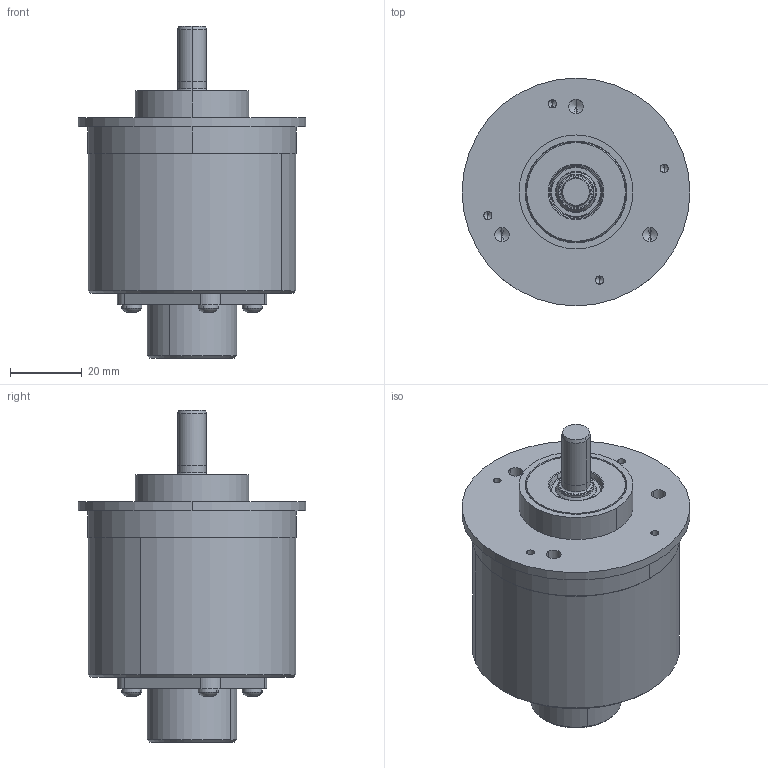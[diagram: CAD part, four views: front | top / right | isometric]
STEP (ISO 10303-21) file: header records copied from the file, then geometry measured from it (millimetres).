
FILE_DESCRIPTION((''),'2;1');
FILE_NAME('527781','2010-11-10T',('se2802'),(''),'PRO/ENGINEER BY PARAMETRIC TECHNOLOGY CORPORATION, 2010180','PRO/ENGINEER BY PARAMETRIC TECHNOLOGY CORPORATION, 2010180','');
FILE_SCHEMA(('CONFIG_CONTROL_DESIGN'));
Length unit declared in the file: millimetre
Products named in the file (1): 527781
Bounding box: 63.5 x 63.5 x 92.5 mm (x, y, z)
Volume: 141335.3 mm3; surface area: 21887.2 mm2
Topology: 1 solids, 1 shells, 1123 faces, 3024 edges, 1991 vertices
Faces by surface type: plane 491, extrusion 324, cylinder 244, cone 30, torus 20, sphere 14
Entity records: 39216 total; most frequent: CARTESIAN_POINT 12020, ORIENTED_EDGE 6020, DIRECTION 4778, EDGE_CURVE 3010, VERTEX_POINT 1991, VECTOR 1864, LINE 1540, AXIS2_PLACEMENT_3D 1457
